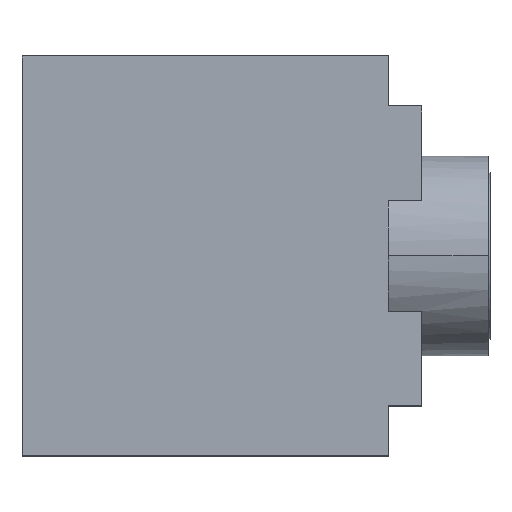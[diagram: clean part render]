
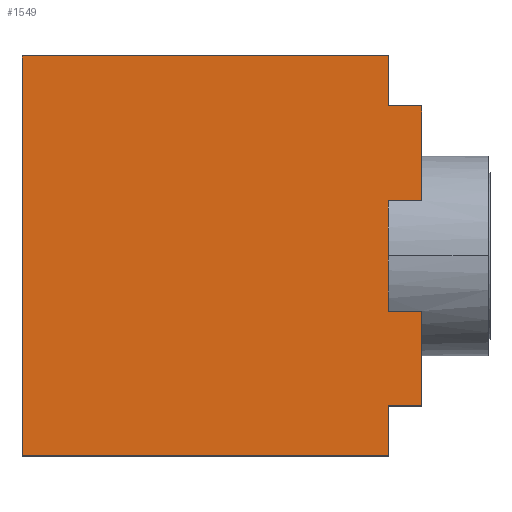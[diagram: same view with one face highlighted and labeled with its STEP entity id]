
A CAD part, top view. The second image highlights one B-rep face of the part: STEP entity #1549.
In plain terms, the highlighted planar face has unit normal (0, 0, 1).
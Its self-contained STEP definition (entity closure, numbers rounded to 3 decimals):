
#220=ORIENTED_EDGE('',*,*,#505,.T.);
#221=ORIENTED_EDGE('',*,*,#496,.T.);
#222=ORIENTED_EDGE('',*,*,#506,.F.);
#223=ORIENTED_EDGE('',*,*,#486,.F.);
#224=ORIENTED_EDGE('',*,*,#488,.F.);
#225=ORIENTED_EDGE('',*,*,#507,.T.);
#226=ORIENTED_EDGE('',*,*,#493,.F.);
#227=ORIENTED_EDGE('',*,*,#508,.T.);
#228=ORIENTED_EDGE('',*,*,#482,.F.);
#229=ORIENTED_EDGE('',*,*,#477,.T.);
#230=ORIENTED_EDGE('',*,*,#509,.F.);
#231=ORIENTED_EDGE('',*,*,#500,.F.);
#477=EDGE_CURVE('',#615,#614,#702,.T.);
#482=EDGE_CURVE('',#615,#618,#706,.T.);
#486=EDGE_CURVE('',#622,#619,#710,.T.);
#488=EDGE_CURVE('',#623,#622,#711,.T.);
#493=EDGE_CURVE('',#628,#629,#714,.T.);
#496=EDGE_CURVE('',#631,#632,#715,.T.);
#500=EDGE_CURVE('',#635,#636,#719,.T.);
#505=EDGE_CURVE('',#635,#631,#724,.T.);
#506=EDGE_CURVE('',#619,#632,#725,.T.);
#507=EDGE_CURVE('',#623,#629,#726,.T.);
#508=EDGE_CURVE('',#628,#618,#727,.T.);
#509=EDGE_CURVE('',#636,#614,#728,.T.);
#614=VERTEX_POINT('',#2197);
#615=VERTEX_POINT('',#2199);
#618=VERTEX_POINT('',#2206);
#619=VERTEX_POINT('',#2211);
#622=VERTEX_POINT('',#2216);
#623=VERTEX_POINT('',#2220);
#628=VERTEX_POINT('',#2233);
#629=VERTEX_POINT('',#2234);
#631=VERTEX_POINT('',#2240);
#632=VERTEX_POINT('',#2241);
#635=VERTEX_POINT('',#2249);
#636=VERTEX_POINT('',#2250);
#702=LINE('',#2198,#803);
#706=LINE('',#2208,#807);
#710=LINE('',#2217,#811);
#711=LINE('',#2222,#812);
#714=LINE('',#2232,#815);
#715=LINE('',#2239,#816);
#719=LINE('',#2248,#820);
#724=LINE('',#2258,#825);
#725=LINE('',#2260,#826);
#726=LINE('',#2261,#827);
#727=LINE('',#2262,#828);
#728=LINE('',#2263,#829);
#803=VECTOR('',#1858,1000.);
#807=VECTOR('',#1866,1000.);
#811=VECTOR('',#1872,1000.);
#812=VECTOR('',#1877,1000.);
#815=VECTOR('',#1888,1000.);
#816=VECTOR('',#1895,1000.);
#820=VECTOR('',#1901,1000.);
#825=VECTOR('',#1908,1000.);
#826=VECTOR('',#1911,1000.);
#827=VECTOR('',#1912,1000.);
#828=VECTOR('',#1913,1000.);
#829=VECTOR('',#1914,1000.);
#896=EDGE_LOOP('',(#220,#221,#222,#223,#224,#225,#226,#227,#228,#229,#230,
#231));
#973=FACE_BOUND('',#896,.T.);
#1049=PLANE('',#1657);
#1549=ADVANCED_FACE('',(#973),#1049,.F.);
#1657=AXIS2_PLACEMENT_3D('',#2259,#1909,#1910);
#1858=DIRECTION('',(-1.,0.,0.));
#1866=DIRECTION('',(0.,-1.,0.));
#1872=DIRECTION('',(-1.,0.,0.));
#1877=DIRECTION('',(0.,-1.,0.));
#1888=DIRECTION('',(0.,-1.,0.));
#1895=DIRECTION('',(1.,0.,0.));
#1901=DIRECTION('',(1.,0.,0.));
#1908=DIRECTION('',(0.,-1.,0.));
#1909=DIRECTION('',(0.,0.,-1.));
#1910=DIRECTION('',(-1.,0.,0.));
#1911=DIRECTION('',(0.,-1.,0.));
#1912=DIRECTION('',(-1.,0.,0.));
#1913=DIRECTION('',(1.,0.,0.));
#1914=DIRECTION('',(0.,-1.,0.));
#2197=CARTESIAN_POINT('',(-3.,4.5,2.5));
#2198=CARTESIAN_POINT('',(-2.,4.5,2.5));
#2199=CARTESIAN_POINT('',(-2.,4.5,2.5));
#2206=CARTESIAN_POINT('',(-2.,1.658,2.5));
#2208=CARTESIAN_POINT('',(-2.,4.5,2.5));
#2211=CARTESIAN_POINT('',(-3.,-4.5,2.5));
#2216=CARTESIAN_POINT('',(-2.,-4.5,2.5));
#2217=CARTESIAN_POINT('',(-2.,-4.5,2.5));
#2220=CARTESIAN_POINT('',(-2.,-1.658,2.5));
#2222=CARTESIAN_POINT('',(-2.,4.5,2.5));
#2232=CARTESIAN_POINT('',(-3.,6.,2.5));
#2233=CARTESIAN_POINT('',(-3.,1.658,2.5));
#2234=CARTESIAN_POINT('',(-3.,-1.658,2.5));
#2239=CARTESIAN_POINT('',(-3.,-6.,2.5));
#2240=CARTESIAN_POINT('',(-14.,-6.,2.5));
#2241=CARTESIAN_POINT('',(-3.,-6.,2.5));
#2248=CARTESIAN_POINT('',(-3.,6.,2.5));
#2249=CARTESIAN_POINT('',(-14.,6.,2.5));
#2250=CARTESIAN_POINT('',(-3.,6.,2.5));
#2258=CARTESIAN_POINT('',(-14.,6.,2.5));
#2259=CARTESIAN_POINT('',(-3.,6.,2.5));
#2260=CARTESIAN_POINT('',(-3.,6.,2.5));
#2261=CARTESIAN_POINT('',(8.485,-1.658,2.5));
#2262=CARTESIAN_POINT('',(8.485,1.658,2.5));
#2263=CARTESIAN_POINT('',(-3.,6.,2.5));
